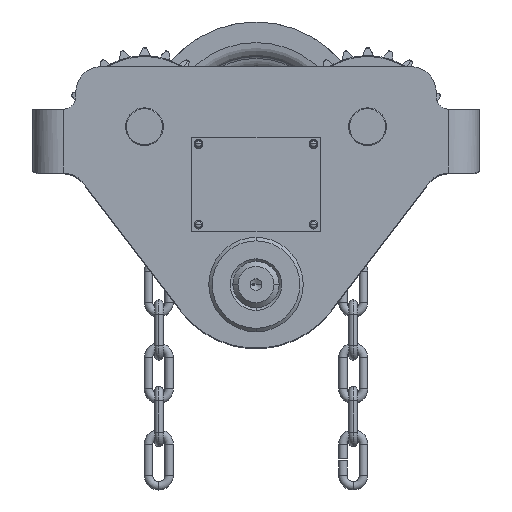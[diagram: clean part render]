
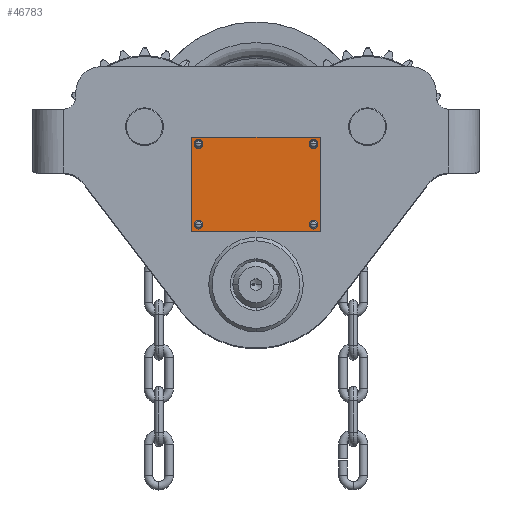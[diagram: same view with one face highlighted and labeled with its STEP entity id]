
A CAD part, top view. The second image highlights one B-rep face of the part: STEP entity #46783.
In plain terms, the highlighted planar face has unit normal (0, 0, 1).
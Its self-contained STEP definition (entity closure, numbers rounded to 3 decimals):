
#21387 = CARTESIAN_POINT ( 'NONE',  ( 153.75, -92., 225.5 ) ) ;
#21388 = CARTESIAN_POINT ( 'NONE',  ( 157.25, -92., 225.5 ) ) ;
#21391 = CARTESIAN_POINT ( 'NONE',  ( 86.75, -92., 225.5 ) ) ;
#21392 = CARTESIAN_POINT ( 'NONE',  ( 90.25, -92., 225.5 ) ) ;
#21395 = CARTESIAN_POINT ( 'NONE',  ( 153.75, -45., 225.5 ) ) ;
#21396 = CARTESIAN_POINT ( 'NONE',  ( 157.25, -45., 225.5 ) ) ;
#21397 = CARTESIAN_POINT ( 'NONE',  ( 84.5, -41., 225.5 ) ) ;
#21398 = CARTESIAN_POINT ( 'NONE',  ( 84.5, -96., 225.5 ) ) ;
#21399 = CARTESIAN_POINT ( 'NONE',  ( 86.75, -45., 225.5 ) ) ;
#21400 = CARTESIAN_POINT ( 'NONE',  ( 90.25, -45., 225.5 ) ) ;
#21401 = CARTESIAN_POINT ( 'NONE',  ( 159.5, -41., 225.5 ) ) ;
#21402 = CARTESIAN_POINT ( 'NONE',  ( 159.5, -96., 225.5 ) ) ;
#22349 = CARTESIAN_POINT ( 'NONE',  ( 155.5, -92., 225.5 ) ) ;
#22350 = DIRECTION ( 'NONE',  ( 0., 0., 1. ) ) ;
#22351 = DIRECTION ( 'NONE',  ( 1., 0., 0. ) ) ;
#22361 = CARTESIAN_POINT ( 'NONE',  ( 88.5, -92., 225.5 ) ) ;
#22362 = DIRECTION ( 'NONE',  ( 0., 0., 1. ) ) ;
#22363 = DIRECTION ( 'NONE',  ( 1., 0., 0. ) ) ;
#22373 = CARTESIAN_POINT ( 'NONE',  ( 155.5, -45., 225.5 ) ) ;
#22374 = DIRECTION ( 'NONE',  ( 0., 0., 1. ) ) ;
#22375 = DIRECTION ( 'NONE',  ( 1., 0., 0. ) ) ;
#22387 = LINE ( 'NONE', #22393, #22864 ) ;
#22388 = CARTESIAN_POINT ( 'NONE',  ( 88.5, -45., 225.5 ) ) ;
#22389 = DIRECTION ( 'NONE',  ( 0., 0., 1. ) ) ;
#22390 = DIRECTION ( 'NONE',  ( 1., 0., 0. ) ) ;
#22393 = CARTESIAN_POINT ( 'NONE',  ( 84.5, -96., 225.5 ) ) ;
#22395 = DIRECTION ( 'NONE',  ( 0., -1., 0. ) ) ;
#22404 = LINE ( 'NONE', #22405, #22879 ) ;
#22405 = CARTESIAN_POINT ( 'NONE',  ( 84.5, -41., 225.5 ) ) ;
#22406 = DIRECTION ( 'NONE',  ( -1., 0., 0. ) ) ;
#22412 = LINE ( 'NONE', #22413, #22885 ) ;
#22413 = CARTESIAN_POINT ( 'NONE',  ( 159.5, -96., 225.5 ) ) ;
#22414 = DIRECTION ( 'NONE',  ( 0., 1., 0. ) ) ;
#22420 = LINE ( 'NONE', #22421, #22892 ) ;
#22421 = CARTESIAN_POINT ( 'NONE',  ( 84.5, -96., 225.5 ) ) ;
#22422 = DIRECTION ( 'NONE',  ( 1., 0., 0. ) ) ;
#22438 = CARTESIAN_POINT ( 'NONE',  ( 155.5, -92., 225.5 ) ) ;
#22439 = DIRECTION ( 'NONE',  ( 0., 0., 1. ) ) ;
#22440 = DIRECTION ( 'NONE',  ( 1., 0., 0. ) ) ;
#22441 = CARTESIAN_POINT ( 'NONE',  ( 88.5, -92., 225.5 ) ) ;
#22442 = DIRECTION ( 'NONE',  ( 0., 0., 1. ) ) ;
#22443 = DIRECTION ( 'NONE',  ( 1., 0., 0. ) ) ;
#22444 = CARTESIAN_POINT ( 'NONE',  ( 155.5, -45., 225.5 ) ) ;
#22445 = DIRECTION ( 'NONE',  ( 0., 0., 1. ) ) ;
#22446 = DIRECTION ( 'NONE',  ( 1., 0., 0. ) ) ;
#22447 = CARTESIAN_POINT ( 'NONE',  ( 88.5, -45., 225.5 ) ) ;
#22448 = DIRECTION ( 'NONE',  ( 0., 0., 1. ) ) ;
#22449 = DIRECTION ( 'NONE',  ( 1., 0., 0. ) ) ;
#22820 = CIRCLE ( 'NONE', #22829, 1.75 ) ;
#22829 = AXIS2_PLACEMENT_3D ( 'NONE', #22349, #22350, #22351 ) ;
#22833 = CIRCLE ( 'NONE', #22842, 1.75 ) ;
#22842 = AXIS2_PLACEMENT_3D ( 'NONE', #22361, #22362, #22363 ) ;
#22846 = CIRCLE ( 'NONE', #22855, 1.75 ) ;
#22855 = AXIS2_PLACEMENT_3D ( 'NONE', #22373, #22374, #22375 ) ;
#22859 = CIRCLE ( 'NONE', #22868, 1.75 ) ;
#22864 = VECTOR ( 'NONE', #22395, 1000. ) ;
#22868 = AXIS2_PLACEMENT_3D ( 'NONE', #22388, #22389, #22390 ) ;
#22879 = VECTOR ( 'NONE', #22406, 1000. ) ;
#22885 = VECTOR ( 'NONE', #22414, 1000. ) ;
#22892 = VECTOR ( 'NONE', #22422, 1000. ) ;
#22911 = CIRCLE ( 'NONE', #22918, 1.75 ) ;
#22916 = CIRCLE ( 'NONE', #22922, 1.75 ) ;
#22918 = AXIS2_PLACEMENT_3D ( 'NONE', #22438, #22439, #22440 ) ;
#22920 = CIRCLE ( 'NONE', #22926, 1.75 ) ;
#22922 = AXIS2_PLACEMENT_3D ( 'NONE', #22441, #22442, #22443 ) ;
#22924 = CIRCLE ( 'NONE', #22931, 1.75 ) ;
#22926 = AXIS2_PLACEMENT_3D ( 'NONE', #22444, #22445, #22446 ) ;
#22931 = AXIS2_PLACEMENT_3D ( 'NONE', #22447, #22448, #22449 ) ;
#27675 = AXIS2_PLACEMENT_3D ( 'NONE', #51004, #51011, #51013 ) ;
#40828 = EDGE_LOOP ( 'NONE', ( #44339, #44340 ) ) ;
#40837 = EDGE_LOOP ( 'NONE', ( #44333, #44334 ) ) ;
#40838 = EDGE_LOOP ( 'NONE', ( #44341, #44342, #44343, #44344 ) ) ;
#40840 = EDGE_LOOP ( 'NONE', ( #44337, #44338 ) ) ;
#40841 = EDGE_LOOP ( 'NONE', ( #44335, #44336 ) ) ;
#43451 = VERTEX_POINT ( 'NONE', #21387 ) ;
#43452 = VERTEX_POINT ( 'NONE', #21388 ) ;
#43455 = VERTEX_POINT ( 'NONE', #21391 ) ;
#43456 = VERTEX_POINT ( 'NONE', #21392 ) ;
#43459 = VERTEX_POINT ( 'NONE', #21395 ) ;
#43460 = VERTEX_POINT ( 'NONE', #21396 ) ;
#43461 = VERTEX_POINT ( 'NONE', #21397 ) ;
#43462 = VERTEX_POINT ( 'NONE', #21398 ) ;
#43463 = VERTEX_POINT ( 'NONE', #21399 ) ;
#43464 = VERTEX_POINT ( 'NONE', #21400 ) ;
#43465 = VERTEX_POINT ( 'NONE', #21401 ) ;
#43466 = VERTEX_POINT ( 'NONE', #21402 ) ;
#44333 = ORIENTED_EDGE ( 'NONE', *, *, #45172, .F. ) ;
#44334 = ORIENTED_EDGE ( 'NONE', *, *, #45142, .F. ) ;
#44335 = ORIENTED_EDGE ( 'NONE', *, *, #45173, .F. ) ;
#44336 = ORIENTED_EDGE ( 'NONE', *, *, #45146, .F. ) ;
#44337 = ORIENTED_EDGE ( 'NONE', *, *, #45174, .F. ) ;
#44338 = ORIENTED_EDGE ( 'NONE', *, *, #45150, .F. ) ;
#44339 = ORIENTED_EDGE ( 'NONE', *, *, #45175, .F. ) ;
#44340 = ORIENTED_EDGE ( 'NONE', *, *, #45154, .F. ) ;
#44341 = ORIENTED_EDGE ( 'NONE', *, *, #45156, .T. ) ;
#44342 = ORIENTED_EDGE ( 'NONE', *, *, #45166, .T. ) ;
#44343 = ORIENTED_EDGE ( 'NONE', *, *, #45163, .T. ) ;
#44344 = ORIENTED_EDGE ( 'NONE', *, *, #45160, .T. ) ;
#45142 = EDGE_CURVE ( 'NONE', #43451, #43452, #22820, .T. ) ;
#45146 = EDGE_CURVE ( 'NONE', #43455, #43456, #22833, .T. ) ;
#45150 = EDGE_CURVE ( 'NONE', #43459, #43460, #22846, .T. ) ;
#45154 = EDGE_CURVE ( 'NONE', #43463, #43464, #22859, .T. ) ;
#45156 = EDGE_CURVE ( 'NONE', #43461, #43462, #22387, .T. ) ;
#45160 = EDGE_CURVE ( 'NONE', #43465, #43461, #22404, .T. ) ;
#45163 = EDGE_CURVE ( 'NONE', #43466, #43465, #22412, .T. ) ;
#45166 = EDGE_CURVE ( 'NONE', #43462, #43466, #22420, .T. ) ;
#45172 = EDGE_CURVE ( 'NONE', #43452, #43451, #22911, .T. ) ;
#45173 = EDGE_CURVE ( 'NONE', #43456, #43455, #22916, .T. ) ;
#45174 = EDGE_CURVE ( 'NONE', #43460, #43459, #22920, .T. ) ;
#45175 = EDGE_CURVE ( 'NONE', #43464, #43463, #22924, .T. ) ;
#46783 = ADVANCED_FACE ( 'NONE', ( #51002, #50993, #51006, #51010, #51000 ), #50988, .F. ) ;
#50988 = PLANE ( 'NONE',  #27675 ) ;
#50993 = FACE_BOUND ( 'NONE', #40841, .T. ) ;
#51000 = FACE_OUTER_BOUND ( 'NONE', #40838, .T. ) ;
#51002 = FACE_BOUND ( 'NONE', #40837, .T. ) ;
#51004 = CARTESIAN_POINT ( 'NONE',  ( 84.5, -41., 225.5 ) ) ;
#51006 = FACE_BOUND ( 'NONE', #40840, .T. ) ;
#51010 = FACE_BOUND ( 'NONE', #40828, .T. ) ;
#51011 = DIRECTION ( 'NONE',  ( 0., 0., -1. ) ) ;
#51013 = DIRECTION ( 'NONE',  ( -1., 0., 0. ) ) ;
